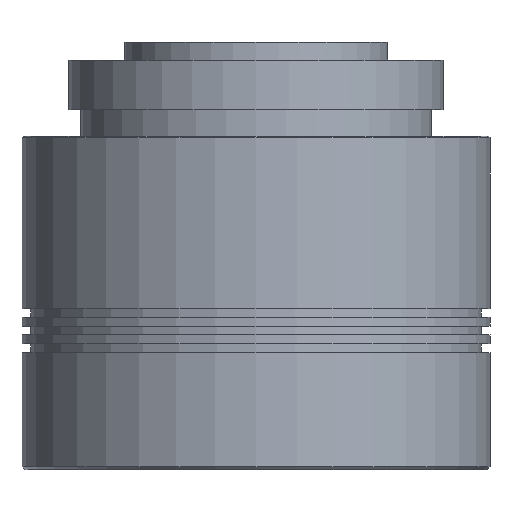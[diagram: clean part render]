
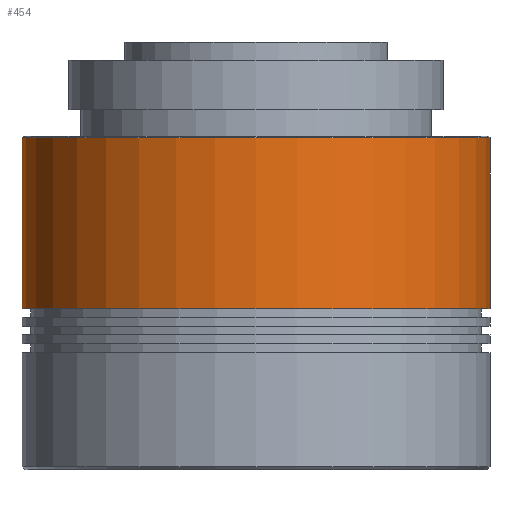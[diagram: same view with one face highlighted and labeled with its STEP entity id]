
A CAD part, front view. The second image highlights one B-rep face of the part: STEP entity #454.
In plain terms, the highlighted cylindrical face has radius 40 mm (diameter 80 mm), a full revolution.
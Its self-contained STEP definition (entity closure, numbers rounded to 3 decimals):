
#454=ADVANCED_FACE('',(#830,#831),#567,.T.);
#567=CYLINDRICAL_SURFACE('',#2622,40.);
#830=FACE_BOUND('',#1226,.T.);
#831=FACE_BOUND('',#1227,.T.);
#1226=EDGE_LOOP('',(#1624));
#1227=EDGE_LOOP('',(#1625));
#1624=ORIENTED_EDGE('',*,*,#2091,.T.);
#1625=ORIENTED_EDGE('',*,*,#1973,.F.);
#1774=VERTEX_POINT('',#3542);
#1892=VERTEX_POINT('',#3897);
#1973=EDGE_CURVE('',#1774,#1774,#2172,.T.);
#2091=EDGE_CURVE('',#1892,#1892,#2290,.T.);
#2172=CIRCLE('',#2383,40.);
#2290=CIRCLE('',#2620,40.);
#2383=AXIS2_PLACEMENT_3D('',#3541,#2789,#2790);
#2620=AXIS2_PLACEMENT_3D('',#3896,#3263,#3264);
#2622=AXIS2_PLACEMENT_3D('',#3899,#3267,#3268);
#2789=DIRECTION('',(0.,0.,-1.));
#2790=DIRECTION('',(-1.,0.,0.));
#3263=DIRECTION('',(0.,0.,-1.));
#3264=DIRECTION('',(-1.,0.,0.));
#3267=DIRECTION('',(0.,0.,-1.));
#3268=DIRECTION('',(-1.,0.,0.));
#3541=CARTESIAN_POINT('',(0.,0.,27.5));
#3542=CARTESIAN_POINT('',(-40.,0.,27.5));
#3896=CARTESIAN_POINT('',(0.,0.,56.7));
#3897=CARTESIAN_POINT('',(-40.,0.,56.7));
#3899=CARTESIAN_POINT('',(0.,0.,64.5));
